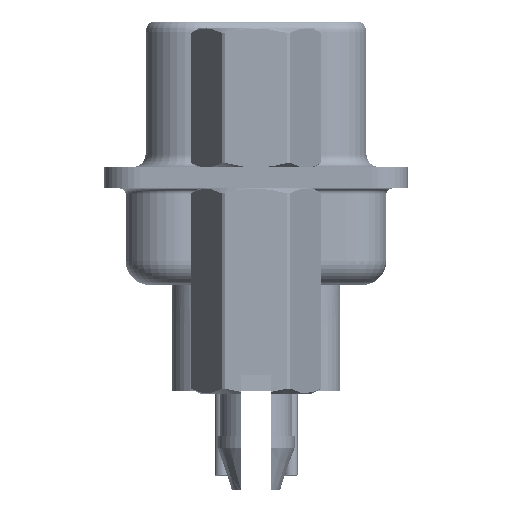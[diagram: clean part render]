
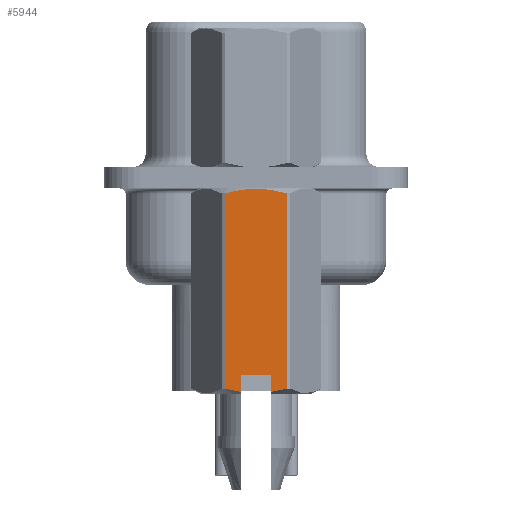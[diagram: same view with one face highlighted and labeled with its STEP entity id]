
A CAD part, left-side view. The second image highlights one B-rep face of the part: STEP entity #5944.
In plain terms, the highlighted planar face has unit normal (-1, 0, 0).
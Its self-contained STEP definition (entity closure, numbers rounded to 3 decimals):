
#567 = EDGE_CURVE ( 'NONE', #29985, #35275, #6151, .T. ) ;
#1236 = B_SPLINE_CURVE_WITH_KNOTS ( 'NONE', 3,
 ( #24451, #38912, #20550, #28134 ),
 .UNSPECIFIED., .F., .F.,
 ( 4, 4 ),
 ( 0.001, 0.002 ),
 .UNSPECIFIED. ) ;
#1245 = DIRECTION ( 'NONE',  ( 0., 0., 1. ) ) ;
#2535 = B_SPLINE_CURVE_WITH_KNOTS ( 'NONE', 3,
 ( #12105, #30710, #45656, #23577 ),
 .UNSPECIFIED., .F., .F.,
 ( 4, 4 ),
 ( 0.003, 0.004 ),
 .UNSPECIFIED. ) ;
#2566 = EDGE_CURVE ( 'NONE', #5160, #27052, #35652, .T. ) ;
#2600 = LINE ( 'NONE', #33016, #3512 ) ;
#3121 = LINE ( 'NONE', #40613, #24278 ) ;
#3512 = VECTOR ( 'NONE', #40352, 1000. ) ;
#3953 = ORIENTED_EDGE ( 'NONE', *, *, #2566, .F. ) ;
#4154 = CARTESIAN_POINT ( 'NONE',  ( -2.381, -0.428, -0.485 ) ) ;
#5024 = ORIENTED_EDGE ( 'NONE', *, *, #22338, .T. ) ;
#5160 = VERTEX_POINT ( 'NONE', #6730 ) ;
#5944 = ADVANCED_FACE ( 'NONE', ( #19112 ), #28102, .T. ) ;
#6151 = B_SPLINE_CURVE_WITH_KNOTS ( 'NONE', 3,
 ( #10366, #48330, #14281, #36316, #40242, #44647 ),
 .UNSPECIFIED., .F., .F.,
 ( 4, 2, 4 ),
 ( 0.004, 0.004, 0.005 ),
 .UNSPECIFIED. ) ;
#6236 = EDGE_CURVE ( 'NONE', #27052, #25796, #2600, .T. ) ;
#6730 = CARTESIAN_POINT ( 'NONE',  ( -2.381, -0.625, -8.2 ) ) ;
#7068 = VERTEX_POINT ( 'NONE', #45406 ) ;
#7598 = CARTESIAN_POINT ( 'NONE',  ( -2.381, -0.853, -0.549 ) ) ;
#9362 = LINE ( 'NONE', #31420, #19652 ) ;
#10366 = CARTESIAN_POINT ( 'NONE',  ( -2.381, 0., -0.468 ) ) ;
#10653 = B_SPLINE_CURVE_WITH_KNOTS ( 'NONE', 3,
 ( #22297, #26439, #7598, #4154, #41634, #33582 ),
 .UNSPECIFIED., .F., .F.,
 ( 4, 2, 4 ),
 ( 0.003, 0.003, 0.004 ),
 .UNSPECIFIED. ) ;
#11292 = ORIENTED_EDGE ( 'NONE', *, *, #15094, .T. ) ;
#11618 = ORIENTED_EDGE ( 'NONE', *, *, #6236, .F. ) ;
#12105 = CARTESIAN_POINT ( 'NONE',  ( -2.381, -0.625, -8.885 ) ) ;
#12960 = VERTEX_POINT ( 'NONE', #22628 ) ;
#13538 = VECTOR ( 'NONE', #1245, 1000. ) ;
#13661 = ORIENTED_EDGE ( 'NONE', *, *, #20797, .T. ) ;
#14281 = CARTESIAN_POINT ( 'NONE',  ( -2.381, 0.432, -0.485 ) ) ;
#14699 = CARTESIAN_POINT ( 'NONE',  ( -2.381, 0., -0.468 ) ) ;
#14950 = EDGE_CURVE ( 'NONE', #7068, #29985, #10653, .T. ) ;
#15094 = EDGE_CURVE ( 'NONE', #21412, #25796, #1236, .T. ) ;
#17491 = VECTOR ( 'NONE', #48401, 1000. ) ;
#17508 = CARTESIAN_POINT ( 'NONE',  ( -2.381, 0.625, -8.2 ) ) ;
#17585 = CARTESIAN_POINT ( 'NONE',  ( -2.381, 0.625, -8.885 ) ) ;
#17984 = ORIENTED_EDGE ( 'NONE', *, *, #27648, .T. ) ;
#18321 = DIRECTION ( 'NONE',  ( 0., 0., -1. ) ) ;
#18387 = AXIS2_PLACEMENT_3D ( 'NONE', #43047, #30635, #39619 ) ;
#19112 = FACE_OUTER_BOUND ( 'NONE', #34755, .T. ) ;
#19652 = VECTOR ( 'NONE', #24546, 1000. ) ;
#20550 = CARTESIAN_POINT ( 'NONE',  ( -2.381, 0.845, -8.853 ) ) ;
#20797 = EDGE_CURVE ( 'NONE', #12960, #38740, #2535, .T. ) ;
#21412 = VERTEX_POINT ( 'NONE', #41513 ) ;
#22297 = CARTESIAN_POINT ( 'NONE',  ( -2.381, -1.273, -0.652 ) ) ;
#22338 = EDGE_CURVE ( 'NONE', #38740, #7068, #34824, .T. ) ;
#22628 = CARTESIAN_POINT ( 'NONE',  ( -2.381, -0.625, -8.885 ) ) ;
#23577 = CARTESIAN_POINT ( 'NONE',  ( -2.381, -1.273, -8.748 ) ) ;
#24278 = VECTOR ( 'NONE', #18321, 1000. ) ;
#24451 = CARTESIAN_POINT ( 'NONE',  ( -2.381, 1.273, -8.748 ) ) ;
#24464 = ORIENTED_EDGE ( 'NONE', *, *, #14950, .T. ) ;
#24546 = DIRECTION ( 'NONE',  ( 0., 0., -1. ) ) ;
#25796 = VERTEX_POINT ( 'NONE', #17585 ) ;
#26052 = EDGE_CURVE ( 'NONE', #5160, #12960, #3121, .T. ) ;
#26439 = CARTESIAN_POINT ( 'NONE',  ( -2.381, -1.065, -0.596 ) ) ;
#27052 = VERTEX_POINT ( 'NONE', #17508 ) ;
#27648 = EDGE_CURVE ( 'NONE', #35275, #21412, #9362, .T. ) ;
#28102 = PLANE ( 'NONE',  #18387 ) ;
#28134 = CARTESIAN_POINT ( 'NONE',  ( -2.381, 0.625, -8.885 ) ) ;
#29533 = CARTESIAN_POINT ( 'NONE',  ( -2.381, -0.625, -8.2 ) ) ;
#29985 = VERTEX_POINT ( 'NONE', #14699 ) ;
#30635 = DIRECTION ( 'NONE',  ( -1., 0., 0. ) ) ;
#30710 = CARTESIAN_POINT ( 'NONE',  ( -2.381, -0.842, -8.854 ) ) ;
#31420 = CARTESIAN_POINT ( 'NONE',  ( -2.381, 1.273, 0.581 ) ) ;
#32120 = CARTESIAN_POINT ( 'NONE',  ( -2.381, -1.273, 0.581 ) ) ;
#33016 = CARTESIAN_POINT ( 'NONE',  ( -2.381, 0.625, -8.2 ) ) ;
#33582 = CARTESIAN_POINT ( 'NONE',  ( -2.381, 0., -0.468 ) ) ;
#33641 = ORIENTED_EDGE ( 'NONE', *, *, #26052, .T. ) ;
#34755 = EDGE_LOOP ( 'NONE', ( #11618, #3953, #33641, #13661, #5024, #24464, #47096, #17984, #11292 ) ) ;
#34824 = LINE ( 'NONE', #32120, #13538 ) ;
#35275 = VERTEX_POINT ( 'NONE', #39692 ) ;
#35652 = LINE ( 'NONE', #29533, #17491 ) ;
#36316 = CARTESIAN_POINT ( 'NONE',  ( -2.381, 0.858, -0.55 ) ) ;
#38740 = VERTEX_POINT ( 'NONE', #42853 ) ;
#38912 = CARTESIAN_POINT ( 'NONE',  ( -2.381, 1.06, -8.806 ) ) ;
#39619 = DIRECTION ( 'NONE',  ( 0., 0., 1. ) ) ;
#39692 = CARTESIAN_POINT ( 'NONE',  ( -2.381, 1.273, -0.652 ) ) ;
#40242 = CARTESIAN_POINT ( 'NONE',  ( -2.381, 1.066, -0.596 ) ) ;
#40352 = DIRECTION ( 'NONE',  ( 0., 0., -1. ) ) ;
#40613 = CARTESIAN_POINT ( 'NONE',  ( -2.381, -0.625, -8.2 ) ) ;
#41513 = CARTESIAN_POINT ( 'NONE',  ( -2.381, 1.273, -8.748 ) ) ;
#41634 = CARTESIAN_POINT ( 'NONE',  ( -2.381, -0.215, -0.468 ) ) ;
#42853 = CARTESIAN_POINT ( 'NONE',  ( -2.381, -1.273, -8.748 ) ) ;
#43047 = CARTESIAN_POINT ( 'NONE',  ( -2.381, -1.375, 7.399 ) ) ;
#44647 = CARTESIAN_POINT ( 'NONE',  ( -2.381, 1.273, -0.652 ) ) ;
#45406 = CARTESIAN_POINT ( 'NONE',  ( -2.381, -1.273, -0.652 ) ) ;
#45656 = CARTESIAN_POINT ( 'NONE',  ( -2.381, -1.06, -8.806 ) ) ;
#47096 = ORIENTED_EDGE ( 'NONE', *, *, #567, .T. ) ;
#48330 = CARTESIAN_POINT ( 'NONE',  ( -2.381, 0.215, -0.468 ) ) ;
#48401 = DIRECTION ( 'NONE',  ( 0., 1., 0. ) ) ;
